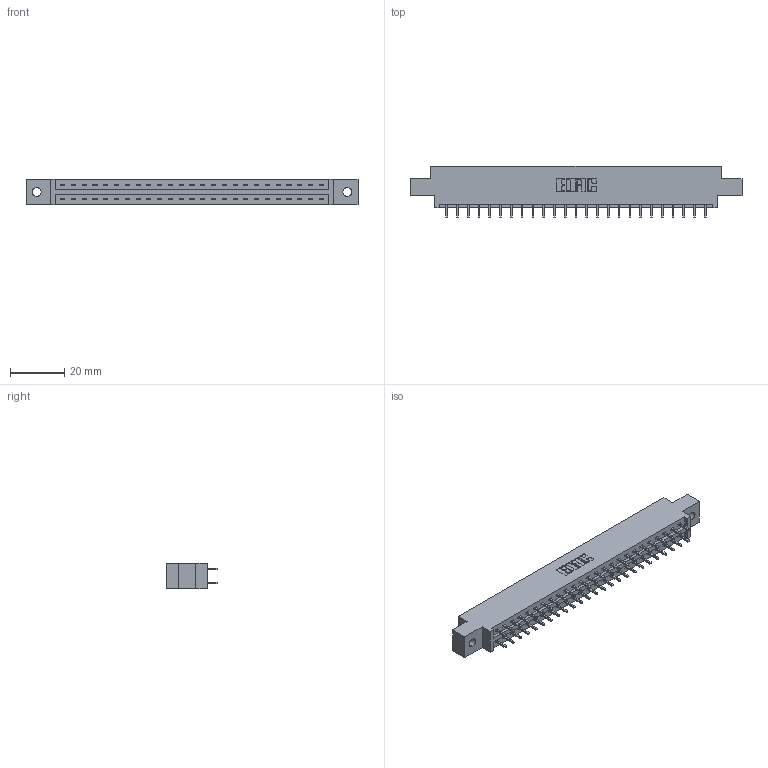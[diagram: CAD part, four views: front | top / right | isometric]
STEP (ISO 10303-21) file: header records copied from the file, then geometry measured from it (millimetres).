
FILE_DESCRIPTION (( 'STEP AP203' ), '1' );
FILE_NAME ('337-050-521-802.STEP', '2019-10-11T17:22:38', ( '' ), ( '' ), 'SwSTEP 2.0', 'SolidWorks 2016', '' );
FILE_SCHEMA (( 'CONFIG_CONTROL_DESIGN' ));
Length unit declared in the file: inch
Products named in the file (3): 337-050-521-802; 337 Part_0.170 Offset - 0.128 Dia; 345-292-001_345-293-121
Assembly tree (51 placements, depth 2):
  337-050-521-802
    337 Part_0.170 Offset - 0.128 Dia
    345-292-001_345-293-121  x50
Bounding box: 122.07 x 19.06 x 9.4 mm (x, y, z)
Volume: 12464.1 mm3; surface area: 13612.4 mm2
Topology: 51 solids, 51 shells, 2818 faces, 8373 edges, 5514 vertices
Faces by surface type: plane 1974, cylinder 844
Entity records: 21735 total; most frequent: CARTESIAN_POINT 3678, ORIENTED_EDGE 3614, DIRECTION 3159, EDGE_CURVE 1807, VECTOR 1679, LINE 1679, VERTEX_POINT 1202, AXIS2_PLACEMENT_3D 740
